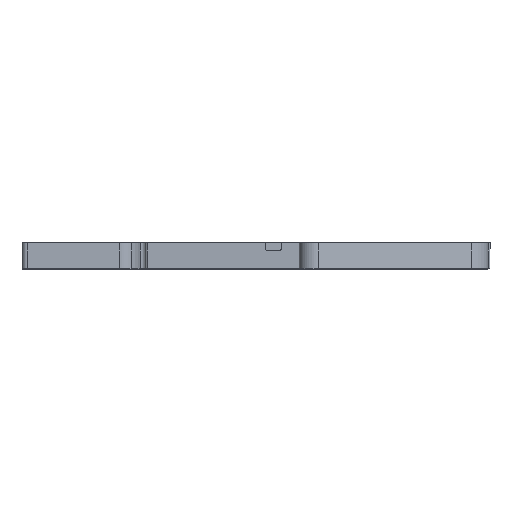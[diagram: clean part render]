
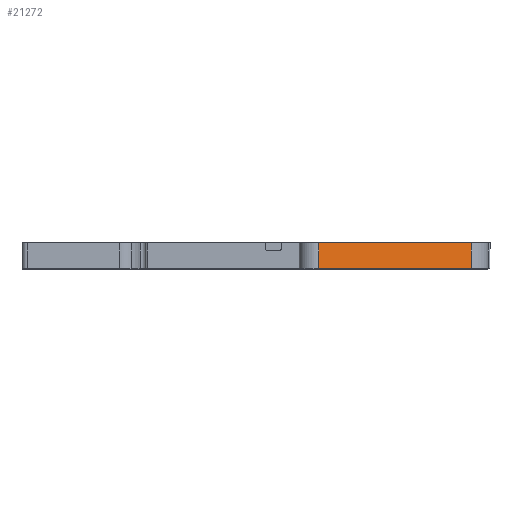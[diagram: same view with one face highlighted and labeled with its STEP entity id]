
A CAD part, front view. The second image highlights one B-rep face of the part: STEP entity #21272.
In plain terms, the highlighted planar face has unit normal (0.334, -0.943, 0).
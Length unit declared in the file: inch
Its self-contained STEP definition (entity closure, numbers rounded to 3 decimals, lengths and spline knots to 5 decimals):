
#475 = LINE ( 'NONE', #6024, #4784 ) ;
#1227 = ORIENTED_EDGE ( 'NONE', *, *, #16411, .F. ) ;
#1322 = VERTEX_POINT ( 'NONE', #23426 ) ;
#2081 = CARTESIAN_POINT ( 'NONE',  ( 0.73356, -0.22976, 0.20276 ) ) ;
#2273 = DIRECTION ( 'NONE',  ( 0., 0., -1. ) ) ;
#4093 = EDGE_LOOP ( 'NONE', ( #19503, #7659, #1227, #24895 ) ) ;
#4735 = LINE ( 'NONE', #12571, #12662 ) ;
#4784 = VECTOR ( 'NONE', #2273, 39.37008 ) ;
#6024 = CARTESIAN_POINT ( 'NONE',  ( 1.90921, 0.18644, 0.20276 ) ) ;
#7659 = ORIENTED_EDGE ( 'NONE', *, *, #9864, .F. ) ;
#9610 = VERTEX_POINT ( 'NONE', #24291 ) ;
#9864 = EDGE_CURVE ( 'NONE', #1322, #13698, #11681, .T. ) ;
#10148 = LINE ( 'NONE', #12451, #23182 ) ;
#10171 = DIRECTION ( 'NONE',  ( -0.334, 0.943, 0. ) ) ;
#11605 = CARTESIAN_POINT ( 'NONE',  ( 0.73356, -0.22976, 0.00591 ) ) ;
#11681 = LINE ( 'NONE', #17613, #15596 ) ;
#11852 = PLANE ( 'NONE',  #21969 ) ;
#12451 = CARTESIAN_POINT ( 'NONE',  ( 0.73356, -0.22976, 0.20276 ) ) ;
#12571 = CARTESIAN_POINT ( 'NONE',  ( 1.90921, 0.18644, 0.00591 ) ) ;
#12662 = VECTOR ( 'NONE', #22467, 39.37008 ) ;
#13698 = VERTEX_POINT ( 'NONE', #18588 ) ;
#13782 = DIRECTION ( 'NONE',  ( -0.943, -0.334, 0. ) ) ;
#14313 = EDGE_CURVE ( 'NONE', #9610, #22183, #4735, .T. ) ;
#15596 = VECTOR ( 'NONE', #21065, 39.37008 ) ;
#16411 = EDGE_CURVE ( 'NONE', #22183, #1322, #10148, .T. ) ;
#17613 = CARTESIAN_POINT ( 'NONE',  ( 0.73356, -0.22976, 0.20276 ) ) ;
#18588 = CARTESIAN_POINT ( 'NONE',  ( 1.90921, 0.18644, 0.20276 ) ) ;
#19503 = ORIENTED_EDGE ( 'NONE', *, *, #24295, .F. ) ;
#21065 = DIRECTION ( 'NONE',  ( 0.943, 0.334, 0. ) ) ;
#21272 = ADVANCED_FACE ( 'NONE', ( #21754 ), #11852, .F. ) ;
#21754 = FACE_OUTER_BOUND ( 'NONE', #4093, .T. ) ;
#21969 = AXIS2_PLACEMENT_3D ( 'NONE', #2081, #10171, #13782 ) ;
#22183 = VERTEX_POINT ( 'NONE', #11605 ) ;
#22467 = DIRECTION ( 'NONE',  ( -0.943, -0.334, 0. ) ) ;
#23182 = VECTOR ( 'NONE', #24160, 39.37008 ) ;
#23426 = CARTESIAN_POINT ( 'NONE',  ( 0.73356, -0.22976, 0.20276 ) ) ;
#24160 = DIRECTION ( 'NONE',  ( 0., 0., 1. ) ) ;
#24291 = CARTESIAN_POINT ( 'NONE',  ( 1.90921, 0.18644, 0.00591 ) ) ;
#24295 = EDGE_CURVE ( 'NONE', #13698, #9610, #475, .T. ) ;
#24895 = ORIENTED_EDGE ( 'NONE', *, *, #14313, .F. ) ;
